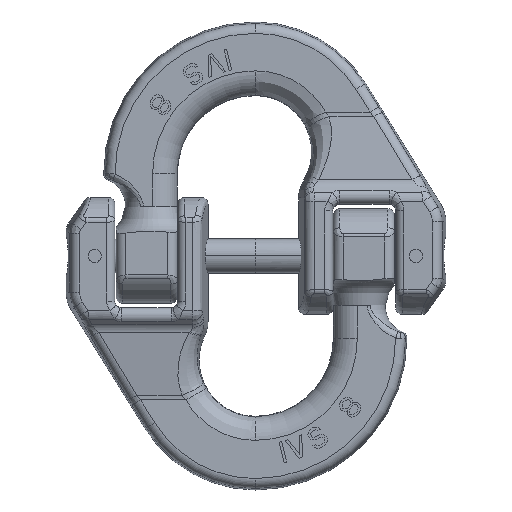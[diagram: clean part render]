
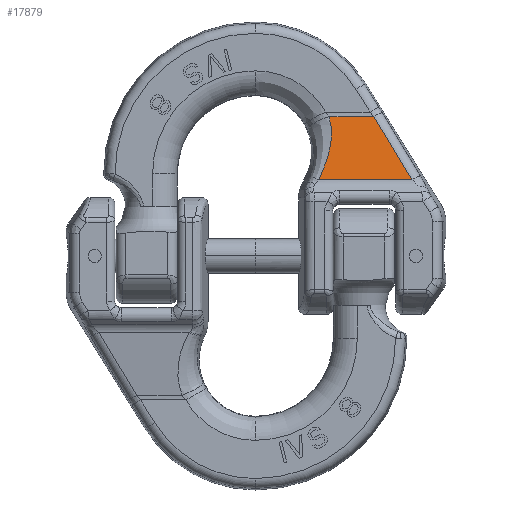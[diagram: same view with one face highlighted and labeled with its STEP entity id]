
A CAD part, top view. The second image highlights one B-rep face of the part: STEP entity #17879.
In plain terms, the highlighted planar face has unit normal (0, 0.139, 0.99).
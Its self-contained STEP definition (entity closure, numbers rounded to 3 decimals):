
#2044=CARTESIAN_POINT('',(12.071,14.508,6.347));
#4553=CARTESIAN_POINT('',(22.52,26.507,4.66));
#4586=DIRECTION('',(-0.513,0.85,-0.119));
#4587=VECTOR('',#4586,14.119);
#4588=CARTESIAN_POINT('',(29.766,14.508,6.347));
#4589=LINE('',#4588,#4587);
#4590=DIRECTION('',(1.,0.,0.));
#4591=VECTOR('',#4590,17.695);
#4592=CARTESIAN_POINT('',(12.071,14.508,6.347));
#4593=LINE('',#4592,#4591);
#4594=CARTESIAN_POINT('',(13.979,26.507,4.66));
#4595=CARTESIAN_POINT('',(14.01,26.418,4.673));
#4596=CARTESIAN_POINT('',(14.07,26.237,4.698));
#4597=CARTESIAN_POINT('',(14.153,25.957,4.738));
#4598=CARTESIAN_POINT('',(14.227,25.669,4.778));
#4599=CARTESIAN_POINT('',(14.294,25.373,4.82));
#4600=CARTESIAN_POINT('',(14.352,25.068,4.863));
#4601=CARTESIAN_POINT('',(14.402,24.755,4.907));
#4602=CARTESIAN_POINT('',(14.442,24.433,4.952));
#4603=CARTESIAN_POINT('',(14.472,24.101,4.999));
#4604=CARTESIAN_POINT('',(14.493,23.761,5.046));
#4605=CARTESIAN_POINT('',(14.503,23.411,5.096));
#4606=CARTESIAN_POINT('',(14.503,23.051,5.146));
#4607=CARTESIAN_POINT('',(14.491,22.681,5.198));
#4608=CARTESIAN_POINT('',(14.467,22.299,5.252));
#4609=CARTESIAN_POINT('',(14.43,21.906,5.307));
#4610=CARTESIAN_POINT('',(14.379,21.499,5.364));
#4611=CARTESIAN_POINT('',(14.315,21.079,5.423));
#4612=CARTESIAN_POINT('',(14.235,20.641,5.485));
#4613=CARTESIAN_POINT('',(14.138,20.187,5.549));
#4614=CARTESIAN_POINT('',(14.029,19.74,5.611));
#4615=CARTESIAN_POINT('',(13.915,19.315,5.671));
#4616=CARTESIAN_POINT('',(13.796,18.907,5.729));
#4617=CARTESIAN_POINT('',(13.673,18.518,5.783));
#4618=CARTESIAN_POINT('',(13.549,18.144,5.836));
#4619=CARTESIAN_POINT('',(13.423,17.785,5.886));
#4620=CARTESIAN_POINT('',(13.296,17.44,5.935));
#4621=CARTESIAN_POINT('',(13.169,17.107,5.982));
#4622=CARTESIAN_POINT('',(13.043,16.785,6.027));
#4623=CARTESIAN_POINT('',(12.918,16.474,6.071));
#4624=CARTESIAN_POINT('',(12.793,16.171,6.113));
#4625=CARTESIAN_POINT('',(12.669,15.877,6.154));
#4626=CARTESIAN_POINT('',(12.547,15.591,6.195));
#4627=CARTESIAN_POINT('',(12.425,15.311,6.234));
#4628=CARTESIAN_POINT('',(12.306,15.037,6.272));
#4629=CARTESIAN_POINT('',(12.188,14.77,6.31));
#4630=CARTESIAN_POINT('',(12.11,14.594,6.335));
#4631=CARTESIAN_POINT('',(12.071,14.508,6.347));
#4633=DIRECTION('',(1.,0.,0.));
#4634=VECTOR('',#4633,8.541);
#4635=CARTESIAN_POINT('',(13.979,26.507,4.66));
#4636=LINE('',#4635,#4634);
#10093=VERTEX_POINT('',#2044);
#10097=VERTEX_POINT('',#4594);
#10137=VERTEX_POINT('',#4553);
#10139=CARTESIAN_POINT('',(29.766,14.508,6.347));
#10140=VERTEX_POINT('',#10139);
#17867=CARTESIAN_POINT('',(0.,26.937,4.6));
#17868=DIRECTION('',(0.,-0.139,-0.99));
#17869=DIRECTION('',(0.,-0.99,0.139));
#17870=AXIS2_PLACEMENT_3D('',#17867,#17868,#17869);
#17871=PLANE('',#17870);
#17872=ORIENTED_EDGE('',*,*,#17859,.F.);
#17873=ORIENTED_EDGE('',*,*,#14056,.F.);
#17875=ORIENTED_EDGE('',*,*,#17874,.F.);
#17876=ORIENTED_EDGE('',*,*,#17801,.T.);
#17877=EDGE_LOOP('',(#17872,#17873,#17875,#17876));
#17878=FACE_OUTER_BOUND('',#17877,.F.);
#17879=ADVANCED_FACE('',(#17878),#17871,.F.);
#4632=B_SPLINE_CURVE_WITH_KNOTS('',3,(#4594,#4595,#4596,#4597,#4598,#4599,#4600,
#4601,#4602,#4603,#4604,#4605,#4606,#4607,#4608,#4609,#4610,#4611,#4612,#4613,
#4614,#4615,#4616,#4617,#4618,#4619,#4620,#4621,#4622,#4623,#4624,#4625,#4626,
#4627,#4628,#4629,#4630,#4631),.UNSPECIFIED.,.F.,.F.,(4,1,1,1,1,1,1,1,1,1,1,1,1,
1,1,1,1,1,1,1,1,1,1,1,1,1,1,1,1,1,1,1,1,1,1,4),(0.,0.029,
0.057,0.086,0.114,0.143,
0.171,0.2,0.229,0.257,0.286,
0.314,0.343,0.371,0.4,0.429,
0.457,0.486,0.514,0.543,
0.571,0.6,0.629,0.657,0.686,
0.714,0.743,0.771,0.8,0.829,
0.857,0.886,0.914,0.943,
0.971,1.),.UNSPECIFIED.);
#14056=EDGE_CURVE('',#10093,#10140,#4593,.T.);
#17801=EDGE_CURVE('',#10097,#10137,#4636,.T.);
#17859=EDGE_CURVE('',#10140,#10137,#4589,.T.);
#17874=EDGE_CURVE('',#10097,#10093,#4632,.T.);
